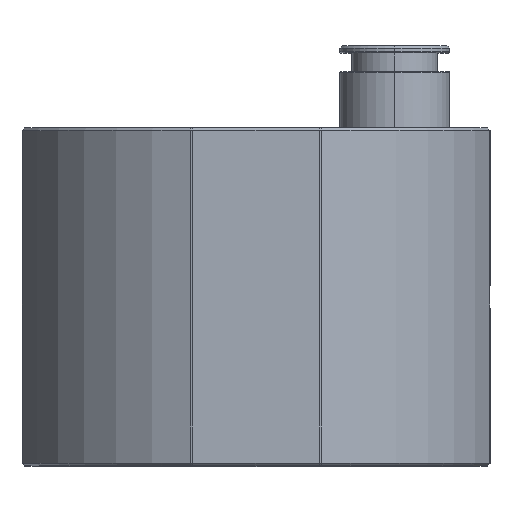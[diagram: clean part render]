
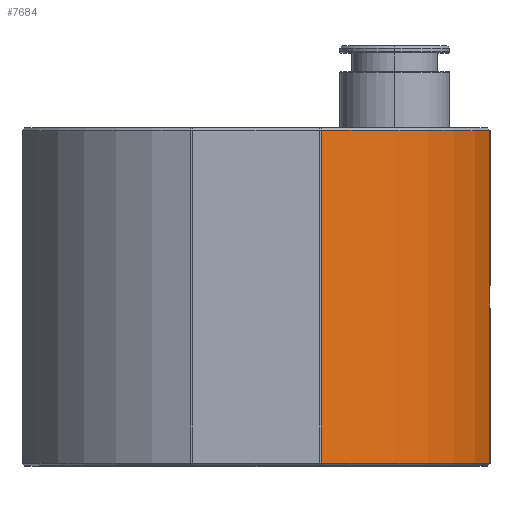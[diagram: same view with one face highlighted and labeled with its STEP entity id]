
A CAD part, top view. The second image highlights one B-rep face of the part: STEP entity #7684.
In plain terms, the highlighted cylindrical face has radius 28 mm (diameter 56 mm), a partial arc.
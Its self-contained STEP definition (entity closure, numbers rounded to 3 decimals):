
#184 = EDGE_CURVE ( 'NONE', #857, #9981, #3853, .T. ) ;
#236 = AXIS2_PLACEMENT_3D ( 'NONE', #8932, #2967, #9729 ) ;
#255 = AXIS2_PLACEMENT_3D ( 'NONE', #5116, #5152, #5877 ) ;
#857 = VERTEX_POINT ( 'NONE', #5859 ) ;
#1209 = ORIENTED_EDGE ( 'NONE', *, *, #5854, .T. ) ;
#1321 = DIRECTION ( 'NONE',  ( 0., 1., 0. ) ) ;
#1373 = ORIENTED_EDGE ( 'NONE', *, *, #184, .T. ) ;
#1374 = ORIENTED_EDGE ( 'NONE', *, *, #6987, .T. ) ;
#1431 = CARTESIAN_POINT ( 'NONE',  ( 7.55, 38.7, 26.963 ) ) ;
#1576 = DIRECTION ( 'NONE',  ( 0., 0., 1. ) ) ;
#2451 = DIRECTION ( 'NONE',  ( 0., -1., 0. ) ) ;
#2663 = ORIENTED_EDGE ( 'NONE', *, *, #4572, .T. ) ;
#2967 = DIRECTION ( 'NONE',  ( 0., -1., 0. ) ) ;
#3115 = VERTEX_POINT ( 'NONE', #1431 ) ;
#3853 = CIRCLE ( 'NONE', #5172, 28. ) ;
#4011 = CARTESIAN_POINT ( 'NONE',  ( 7.55, 39., 26.963 ) ) ;
#4017 = CIRCLE ( 'NONE', #236, 28. ) ;
#4093 = VERTEX_POINT ( 'NONE', #7450 ) ;
#4343 = CYLINDRICAL_SURFACE ( 'NONE', #255, 28. ) ;
#4572 = EDGE_CURVE ( 'NONE', #3115, #857, #10491, .T. ) ;
#5116 = CARTESIAN_POINT ( 'NONE',  ( 0., 39., 0. ) ) ;
#5152 = DIRECTION ( 'NONE',  ( 0., -1., 0. ) ) ;
#5172 = AXIS2_PLACEMENT_3D ( 'NONE', #9048, #5774, #1576 ) ;
#5288 = VECTOR ( 'NONE', #1321, 1000. ) ;
#5388 = FACE_OUTER_BOUND ( 'NONE', #6778, .T. ) ;
#5730 = VECTOR ( 'NONE', #2451, 1000. ) ;
#5774 = DIRECTION ( 'NONE',  ( 0., 1., 0. ) ) ;
#5854 = EDGE_CURVE ( 'NONE', #4093, #3115, #4017, .T. ) ;
#5859 = CARTESIAN_POINT ( 'NONE',  ( 7.55, 0.3, 26.963 ) ) ;
#5877 = DIRECTION ( 'NONE',  ( 0., 0., -1. ) ) ;
#6372 = CARTESIAN_POINT ( 'NONE',  ( 26.963, 0.3, 7.55 ) ) ;
#6778 = EDGE_LOOP ( 'NONE', ( #1374, #1209, #2663, #1373 ) ) ;
#6987 = EDGE_CURVE ( 'NONE', #9981, #4093, #9533, .T. ) ;
#7450 = CARTESIAN_POINT ( 'NONE',  ( 26.963, 38.7, 7.55 ) ) ;
#7684 = ADVANCED_FACE ( 'NONE', ( #5388 ), #4343, .T. ) ;
#8182 = CARTESIAN_POINT ( 'NONE',  ( 26.963, 39., 7.55 ) ) ;
#8932 = CARTESIAN_POINT ( 'NONE',  ( 0., 38.7, 0. ) ) ;
#9048 = CARTESIAN_POINT ( 'NONE',  ( 0., 0.3, 0. ) ) ;
#9533 = LINE ( 'NONE', #8182, #5288 ) ;
#9729 = DIRECTION ( 'NONE',  ( 0., 0., 1. ) ) ;
#9981 = VERTEX_POINT ( 'NONE', #6372 ) ;
#10491 = LINE ( 'NONE', #4011, #5730 ) ;
